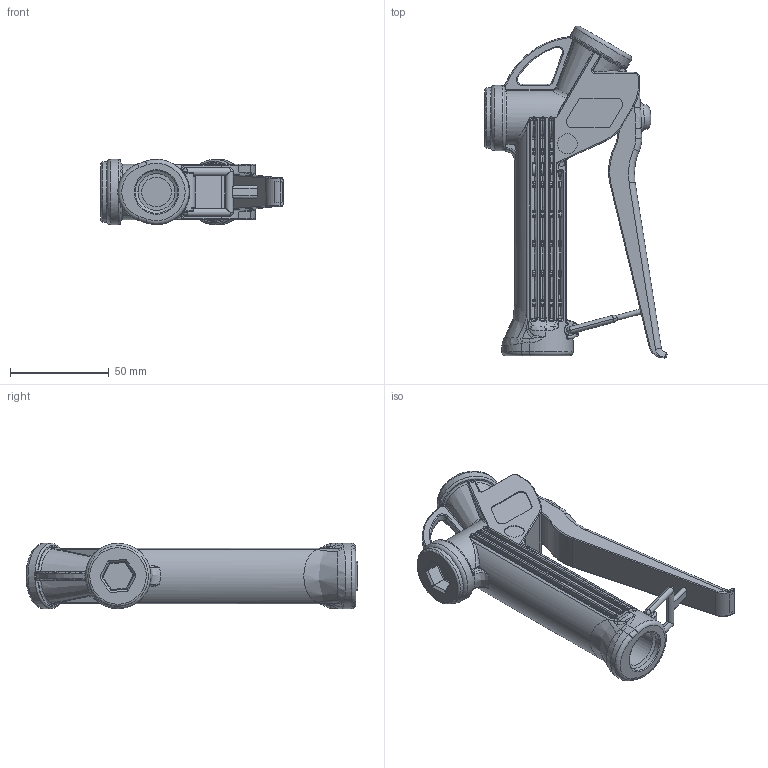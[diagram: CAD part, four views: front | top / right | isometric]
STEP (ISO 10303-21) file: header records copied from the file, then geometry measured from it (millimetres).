
FILE_DESCRIPTION(/* description */ ('PISTOLA UNIVERSAL "R+M" LEVA GRIGIA'),/* implementation_level */ '2;1');
FILE_NAME(/* name */ '15001318.stp',/* time_stamp */ '2020-07-09T11:00:44+02:00',/* author */ ('paolo.corradini'),/* organization */ (''),/* preprocessor_version */ 'ST-DEVELOPER v18',/* originating_system */ 'Autodesk Inventor 2020',/* authorisation */ '');
FILE_SCHEMA (('AUTOMOTIVE_DESIGN { 1 0 10303 214 3 1 1 }'));
Products named in the file (1): 15.0013.18
Bounding box: 91.94 x 167.68 x 33 mm (x, y, z)
Volume: 153946.5 mm3; surface area: 40605.3 mm2
Topology: 1 solids, 1 shells, 1961 faces, 4758 edges, 2782 vertices
Faces by surface type: bspline 725, cylinder 619, torus 294, plane 252, cone 53, sphere 18
Full cylindrical faces by diameter (mm): 1.5 x2, 10 x1, 18.613 x1, 18.631 x2, 21 x1, 21.5 x1, 30.5 x1, 33 x2
Entity records: 91025 total; most frequent: CARTESIAN_POINT 48926, ORIENTED_EDGE 9440, DIRECTION 6665, EDGE_CURVE 4720, VERTEX_POINT 2779, AXIS2_PLACEMENT_3D 2679, EDGE_LOOP 1986, B_SPLINE_CURVE_WITH_KNOTS 1971
